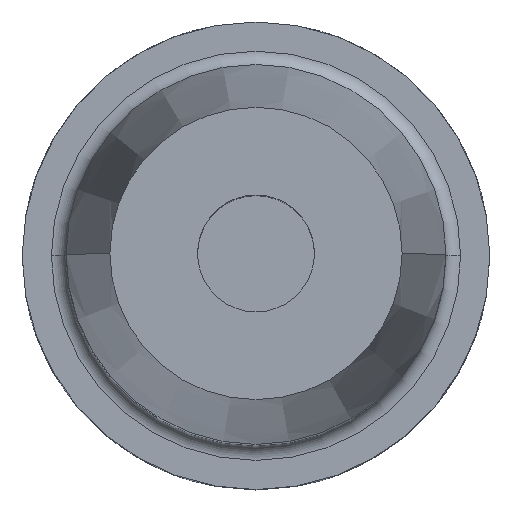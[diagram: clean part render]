
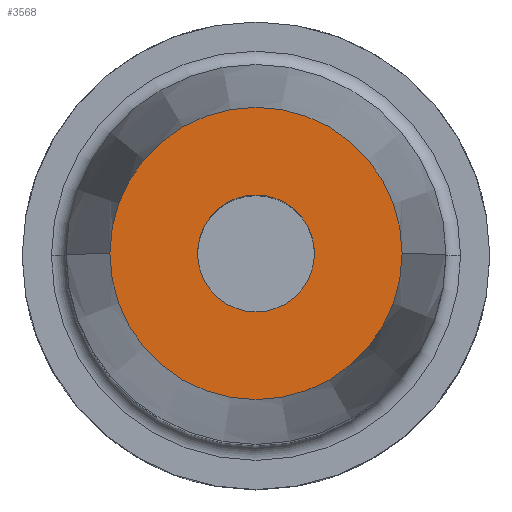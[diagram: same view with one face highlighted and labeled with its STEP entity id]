
A CAD part, top view. The second image highlights one B-rep face of the part: STEP entity #3568.
In plain terms, the highlighted planar face has unit normal (0, 0, 1).
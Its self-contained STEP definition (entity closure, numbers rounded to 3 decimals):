
#60 = ORIENTED_EDGE ( 'NONE', *, *, #3470, .T. ) ;
#155 = AXIS2_PLACEMENT_3D ( 'NONE', #3673, #1559, #4033 ) ;
#227 = DIRECTION ( 'NONE',  ( 0., 0., 1. ) ) ;
#245 = CARTESIAN_POINT ( 'NONE',  ( 10., 0., 107. ) ) ;
#593 = DIRECTION ( 'NONE',  ( 0., 0., -1. ) ) ;
#650 = AXIS2_PLACEMENT_3D ( 'NONE', #4476, #227, #2702 ) ;
#1546 = FACE_BOUND ( 'NONE', #2455, .T. ) ;
#1559 = DIRECTION ( 'NONE',  ( 0., 0., -1. ) ) ;
#1611 = DIRECTION ( 'NONE',  ( 0., 0., -1. ) ) ;
#1614 = PLANE ( 'NONE',  #650 ) ;
#1749 = DIRECTION ( 'NONE',  ( 0., 0., -1. ) ) ;
#1763 = CIRCLE ( 'NONE', #3590, 4. ) ;
#1837 = ORIENTED_EDGE ( 'NONE', *, *, #3764, .F. ) ;
#1928 = CARTESIAN_POINT ( 'NONE',  ( -10., 0., 107. ) ) ;
#2068 = CARTESIAN_POINT ( 'NONE',  ( -4., 0., 107. ) ) ;
#2257 = AXIS2_PLACEMENT_3D ( 'NONE', #3722, #1611, #4085 ) ;
#2417 = EDGE_CURVE ( 'NONE', #3362, #3601, #2743, .T. ) ;
#2455 = EDGE_LOOP ( 'NONE', ( #3715, #60 ) ) ;
#2551 = AXIS2_PLACEMENT_3D ( 'NONE', #3866, #1749, #4233 ) ;
#2691 = CIRCLE ( 'NONE', #2257, 10. ) ;
#2702 = DIRECTION ( 'NONE',  ( 1., 0., 0. ) ) ;
#2705 = CARTESIAN_POINT ( 'NONE',  ( 0., 0., 107. ) ) ;
#2743 = CIRCLE ( 'NONE', #155, 4. ) ;
#2858 = EDGE_LOOP ( 'NONE', ( #1837, #4597 ) ) ;
#2903 = VERTEX_POINT ( 'NONE', #1928 ) ;
#3049 = DIRECTION ( 'NONE',  ( -1., 0., 0. ) ) ;
#3068 = CIRCLE ( 'NONE', #2551, 10. ) ;
#3362 = VERTEX_POINT ( 'NONE', #2068 ) ;
#3418 = CARTESIAN_POINT ( 'NONE',  ( 4., 0., 107. ) ) ;
#3470 = EDGE_CURVE ( 'NONE', #3601, #3362, #1763, .T. ) ;
#3531 = VERTEX_POINT ( 'NONE', #245 ) ;
#3568 = ADVANCED_FACE ( 'NONE', ( #1546, #4394 ), #1614, .T. ) ;
#3590 = AXIS2_PLACEMENT_3D ( 'NONE', #2705, #593, #3049 ) ;
#3601 = VERTEX_POINT ( 'NONE', #3418 ) ;
#3673 = CARTESIAN_POINT ( 'NONE',  ( 0., 0., 107. ) ) ;
#3715 = ORIENTED_EDGE ( 'NONE', *, *, #2417, .T. ) ;
#3722 = CARTESIAN_POINT ( 'NONE',  ( 0., 0., 107. ) ) ;
#3764 = EDGE_CURVE ( 'NONE', #2903, #3531, #3068, .T. ) ;
#3866 = CARTESIAN_POINT ( 'NONE',  ( 0., 0., 107. ) ) ;
#4033 = DIRECTION ( 'NONE',  ( -1., 0., 0. ) ) ;
#4085 = DIRECTION ( 'NONE',  ( -1., 0., 0. ) ) ;
#4233 = DIRECTION ( 'NONE',  ( -1., 0., 0. ) ) ;
#4394 = FACE_OUTER_BOUND ( 'NONE', #2858, .T. ) ;
#4435 = EDGE_CURVE ( 'NONE', #3531, #2903, #2691, .T. ) ;
#4476 = CARTESIAN_POINT ( 'NONE',  ( 0., 10., 107. ) ) ;
#4597 = ORIENTED_EDGE ( 'NONE', *, *, #4435, .F. ) ;
